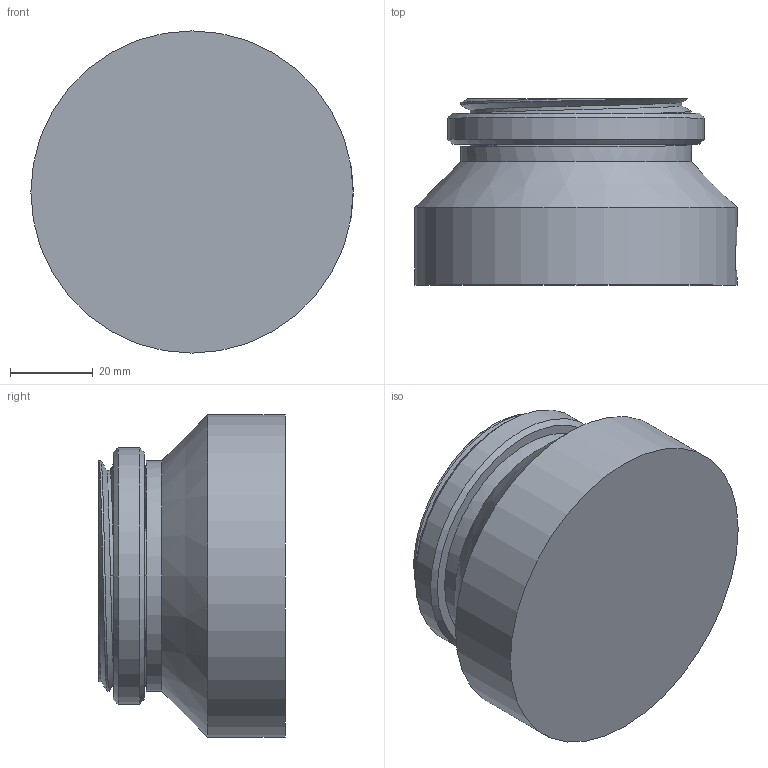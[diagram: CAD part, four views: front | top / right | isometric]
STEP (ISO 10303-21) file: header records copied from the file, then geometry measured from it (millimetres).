
FILE_DESCRIPTION(/* description */ (''),/* implementation_level */ '2;1');
FILE_NAME(/* name */ 'NodeMcu Lamp Case V2 v3.step',/* time_stamp */ '2019-02-17T01:42:07+00:00',/* author */ ('pedro.torrezao'),/* organization */ (''),/* preprocessor_version */ 'ST-DEVELOPER v17.2',/* originating_system */ 'Autodesk Translation Framework v7.6.0.251',/* authorisation */ '');
FILE_SCHEMA (('AUTOMOTIVE_DESIGN { 1 0 10303 214 3 1 1 }'));
Length unit declared in the file: millimetre
Products named in the file (1): NodeMcu Lamp Case V2
Bounding box: 77.8 x 45 x 77.8 mm (x, y, z)
Volume: 51501.5 mm3; surface area: 34291.3 mm2
Topology: 2 solids, 2 shells, 34 faces, 84 edges, 54 vertices
Faces by surface type: cylinder 17, plane 9, cone 4, bspline 4
Full cylindrical faces by diameter (mm): 47.3 x1, 51.126 x2, 51.97 x2, 55.703 x3, 56.446 x1, 62 x1, 70.8 x1, 77.8 x1
Entity records: 3284 total; most frequent: CARTESIAN_POINT 2490, ORIENTED_EDGE 168, DIRECTION 138, EDGE_CURVE 84, AXIS2_PLACEMENT_3D 56, VERTEX_POINT 54, EDGE_LOOP 38, FACE_OUTER_BOUND 34
